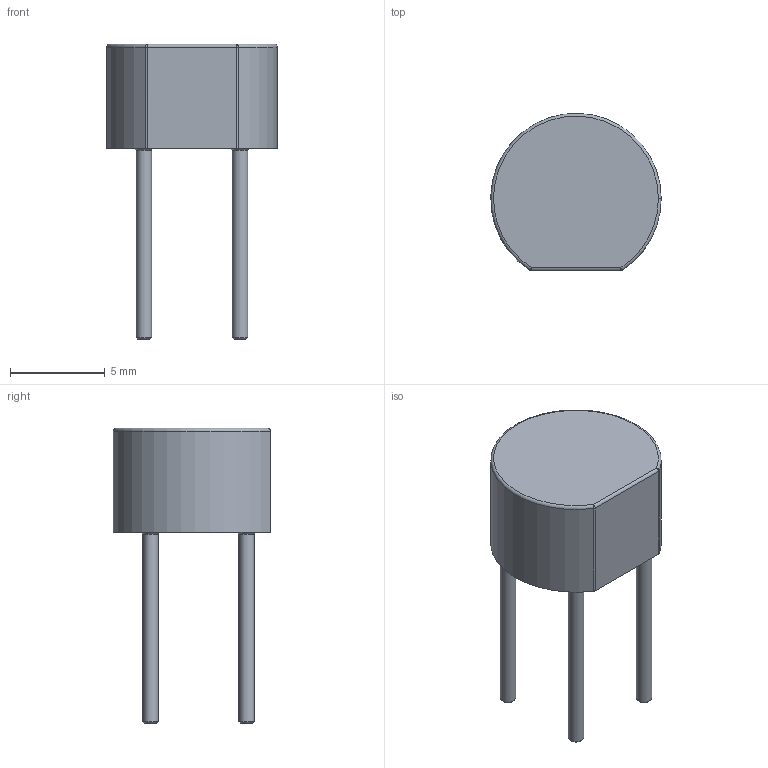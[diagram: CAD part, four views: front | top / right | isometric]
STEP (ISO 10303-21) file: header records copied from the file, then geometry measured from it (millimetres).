
FILE_DESCRIPTION(('FreeCAD Model'),'2;1');
FILE_NAME('Open CASCADE Shape Model','2023-05-27T11:24:28',(''),(''), 'Open CASCADE STEP processor 7.6','FreeCAD','Unknown');
FILE_SCHEMA(('AUTOMOTIVE_DESIGN { 1 0 10303 214 1 1 1 1 }'));
Length unit declared in the file: millimetre
Products named in the file (6): w04f; Body; pin001; pin002; pin003; pin004
Assembly tree (5 placements, depth 2):
  w04f
    Body
    pin001
    pin002
    pin003
    pin004
Bounding box: 9 x 8.3 x 15.6 mm (x, y, z)
Volume: 364.5 mm3; surface area: 408 mm2
Topology: 5 solids, 5 shells, 39 faces, 64 edges, 37 vertices
Faces by surface type: plane 15, cylinder 12, cone 8, bspline 2, torus 2
Full cylindrical faces by diameter (mm): 0.82 x4, 1 x4
Entity records: 1082 total; most frequent: CARTESIAN_POINT 222, DIRECTION 175, ORIENTED_EDGE 124, AXIS2_PLACEMENT_3D 76, EDGE_CURVE 62, FACE_BOUND 43, EDGE_LOOP 43, ADVANCED_FACE 39
